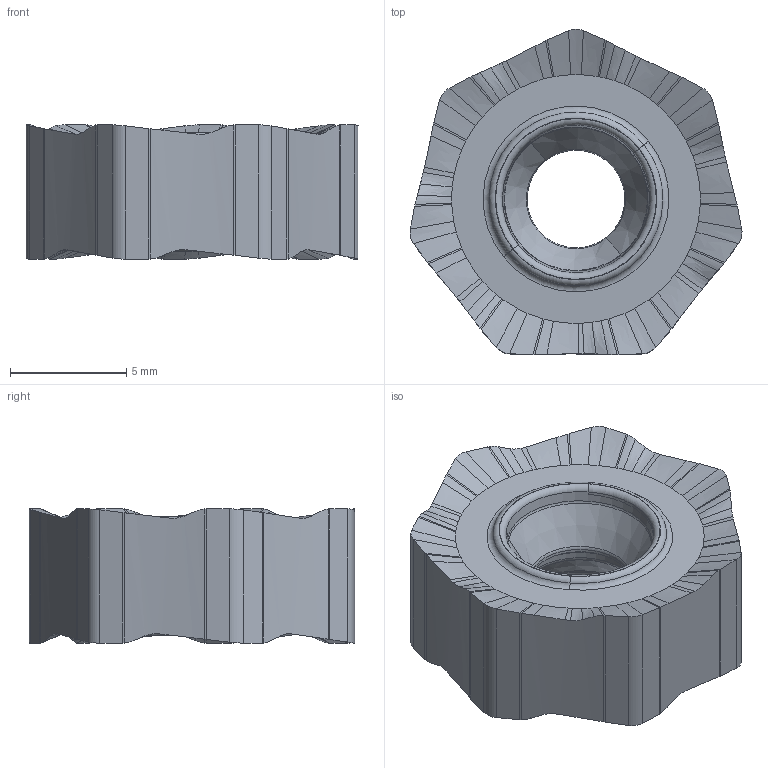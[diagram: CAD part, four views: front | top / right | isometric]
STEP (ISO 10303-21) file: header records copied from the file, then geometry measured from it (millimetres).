
FILE_DESCRIPTION((''),'2;1');
FILE_NAME('NNMU130508ZER-L','2017-04-26T',('tlyk01'),('PTC Japan'),'CREO PARAMETRIC BY PTC INC, 2016260','CREO PARAMETRIC BY PTC INC, 2016260','');
FILE_SCHEMA(('AUTOMOTIVE_DESIGN { 1 0 10303 214 1 1 1 1 }'));
Length unit declared in the file: millimetre
Products named in the file (1): NNMU130508ZER-L
Bounding box: 14.28 x 14 x 5.77 mm (x, y, z)
Volume: 599.5 mm3; surface area: 587.5 mm2
Topology: 1 solids, 1 shells, 237 faces, 590 edges, 356 vertices
Faces by surface type: bspline 154, cylinder 28, torus 22, plane 17, cone 16
Entity records: 10681 total; most frequent: CARTESIAN_POINT 4247, ORIENTED_EDGE 1180, PRESENTATION_STYLE_ASSIGNMENT 593, STYLED_ITEM 593, CURVE_STYLE 592, EDGE_CURVE 590, DIRECTION 526, VERTEX_POINT 356
